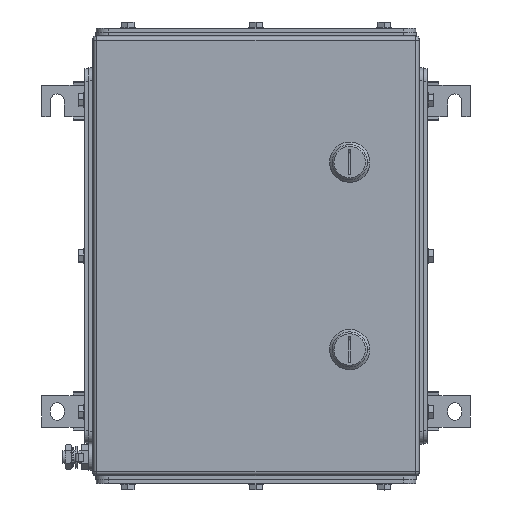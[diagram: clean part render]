
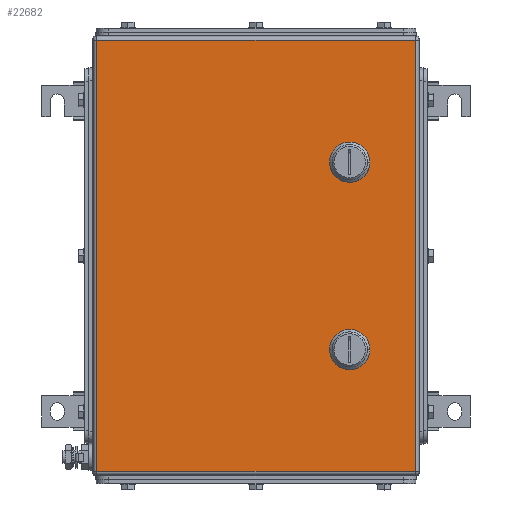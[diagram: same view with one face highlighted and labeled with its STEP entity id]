
A CAD part, top view. The second image highlights one B-rep face of the part: STEP entity #22682.
In plain terms, the highlighted planar face has unit normal (0, 0, 1).
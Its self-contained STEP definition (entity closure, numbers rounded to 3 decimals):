
#22496=AXIS2_PLACEMENT_3D('Circle Axis2P3D',#22494,#22495,$) ;
#22523=AXIS2_PLACEMENT_3D('Plane Axis2P3D',#22520,#22521,#22522) ;
#22568=AXIS2_PLACEMENT_3D('Circle Axis2P3D',#22566,#22567,$) ;
#22582=AXIS2_PLACEMENT_3D('Circle Axis2P3D',#22580,#22581,$) ;
#22596=AXIS2_PLACEMENT_3D('Circle Axis2P3D',#22594,#22595,$) ;
#22618=AXIS2_PLACEMENT_3D('Circle Axis2P3D',#22616,#22617,$) ;
#22634=AXIS2_PLACEMENT_3D('Circle Axis2P3D',#22632,#22633,$) ;
#22648=AXIS2_PLACEMENT_3D('Circle Axis2P3D',#22646,#22647,$) ;
#22662=AXIS2_PLACEMENT_3D('Circle Axis2P3D',#22660,#22661,$) ;
#22491=CARTESIAN_POINT('Vertex',(250.056,250.45,153.5)) ;
#22494=CARTESIAN_POINT('Axis2P3D Location',(245.,260.5,153.5)) ;
#22498=CARTESIAN_POINT('Vertex',(255.05,255.444,153.5)) ;
#22520=CARTESIAN_POINT('Axis2P3D Location',(170.5,186.,153.5)) ;
#22525=CARTESIAN_POINT('Line Origine',(170.5,357.5,153.5)) ;
#22529=CARTESIAN_POINT('Vertex',(297.,357.5,153.5)) ;
#22531=CARTESIAN_POINT('Vertex',(44.,357.5,153.5)) ;
#22534=CARTESIAN_POINT('Line Origine',(44.,186.,153.5)) ;
#22538=CARTESIAN_POINT('Vertex',(44.,14.5,153.5)) ;
#22541=CARTESIAN_POINT('Line Origine',(170.5,14.5,153.5)) ;
#22545=CARTESIAN_POINT('Vertex',(297.,14.5,153.5)) ;
#22548=CARTESIAN_POINT('Line Origine',(297.,186.,153.5)) ;
#22559=CARTESIAN_POINT('Line Origine',(245.,250.45,153.5)) ;
#22563=CARTESIAN_POINT('Vertex',(239.944,250.45,153.5)) ;
#22566=CARTESIAN_POINT('Axis2P3D Location',(245.,260.5,153.5)) ;
#22570=CARTESIAN_POINT('Vertex',(234.95,255.444,153.5)) ;
#22573=CARTESIAN_POINT('Line Origine',(234.95,260.5,153.5)) ;
#22577=CARTESIAN_POINT('Vertex',(234.95,265.556,153.5)) ;
#22580=CARTESIAN_POINT('Axis2P3D Location',(245.,260.5,153.5)) ;
#22584=CARTESIAN_POINT('Vertex',(239.944,270.55,153.5)) ;
#22587=CARTESIAN_POINT('Line Origine',(245.,270.55,153.5)) ;
#22591=CARTESIAN_POINT('Vertex',(250.056,270.55,153.5)) ;
#22594=CARTESIAN_POINT('Axis2P3D Location',(245.,260.5,153.5)) ;
#22598=CARTESIAN_POINT('Vertex',(255.05,265.556,153.5)) ;
#22601=CARTESIAN_POINT('Line Origine',(255.05,260.5,153.5)) ;
#22616=CARTESIAN_POINT('Axis2P3D Location',(245.,111.5,153.5)) ;
#22620=CARTESIAN_POINT('Vertex',(250.056,101.45,153.5)) ;
#22622=CARTESIAN_POINT('Vertex',(255.05,106.444,153.5)) ;
#22625=CARTESIAN_POINT('Line Origine',(245.,101.45,153.5)) ;
#22629=CARTESIAN_POINT('Vertex',(239.944,101.45,153.5)) ;
#22632=CARTESIAN_POINT('Axis2P3D Location',(245.,111.5,153.5)) ;
#22636=CARTESIAN_POINT('Vertex',(234.95,106.444,153.5)) ;
#22639=CARTESIAN_POINT('Line Origine',(234.95,111.5,153.5)) ;
#22643=CARTESIAN_POINT('Vertex',(234.95,116.556,153.5)) ;
#22646=CARTESIAN_POINT('Axis2P3D Location',(245.,111.5,153.5)) ;
#22650=CARTESIAN_POINT('Vertex',(239.944,121.55,153.5)) ;
#22653=CARTESIAN_POINT('Line Origine',(245.,121.55,153.5)) ;
#22657=CARTESIAN_POINT('Vertex',(250.056,121.55,153.5)) ;
#22660=CARTESIAN_POINT('Axis2P3D Location',(245.,111.5,153.5)) ;
#22664=CARTESIAN_POINT('Vertex',(255.05,116.556,153.5)) ;
#22667=CARTESIAN_POINT('Line Origine',(255.05,111.5,153.5)) ;
#22495=DIRECTION('Axis2P3D Direction',(0.,0.,1.)) ;
#22521=DIRECTION('Axis2P3D Direction',(0.,0.,1.)) ;
#22522=DIRECTION('Axis2P3D XDirection',(1.,0.,0.)) ;
#22526=DIRECTION('Vector Direction',(1.,0.,0.)) ;
#22535=DIRECTION('Vector Direction',(0.,-1.,0.)) ;
#22542=DIRECTION('Vector Direction',(1.,0.,0.)) ;
#22549=DIRECTION('Vector Direction',(0.,1.,0.)) ;
#22560=DIRECTION('Vector Direction',(1.,0.,0.)) ;
#22567=DIRECTION('Axis2P3D Direction',(0.,0.,1.)) ;
#22574=DIRECTION('Vector Direction',(0.,1.,0.)) ;
#22581=DIRECTION('Axis2P3D Direction',(0.,0.,1.)) ;
#22588=DIRECTION('Vector Direction',(1.,0.,0.)) ;
#22595=DIRECTION('Axis2P3D Direction',(0.,0.,1.)) ;
#22602=DIRECTION('Vector Direction',(0.,-1.,0.)) ;
#22617=DIRECTION('Axis2P3D Direction',(0.,0.,1.)) ;
#22626=DIRECTION('Vector Direction',(1.,0.,0.)) ;
#22633=DIRECTION('Axis2P3D Direction',(0.,0.,1.)) ;
#22640=DIRECTION('Vector Direction',(0.,1.,0.)) ;
#22647=DIRECTION('Axis2P3D Direction',(0.,0.,1.)) ;
#22654=DIRECTION('Vector Direction',(1.,0.,0.)) ;
#22661=DIRECTION('Axis2P3D Direction',(0.,0.,1.)) ;
#22668=DIRECTION('Vector Direction',(0.,-1.,0.)) ;
#22527=VECTOR('Line Direction',#22526,1.) ;
#22536=VECTOR('Line Direction',#22535,1.) ;
#22543=VECTOR('Line Direction',#22542,1.) ;
#22550=VECTOR('Line Direction',#22549,1.) ;
#22561=VECTOR('Line Direction',#22560,1.) ;
#22575=VECTOR('Line Direction',#22574,1.) ;
#22589=VECTOR('Line Direction',#22588,1.) ;
#22603=VECTOR('Line Direction',#22602,1.) ;
#22627=VECTOR('Line Direction',#22626,1.) ;
#22641=VECTOR('Line Direction',#22640,1.) ;
#22655=VECTOR('Line Direction',#22654,1.) ;
#22669=VECTOR('Line Direction',#22668,1.) ;
#22554=ORIENTED_EDGE('',*,*,#22533,.T.) ;
#22555=ORIENTED_EDGE('',*,*,#22540,.T.) ;
#22556=ORIENTED_EDGE('',*,*,#22547,.T.) ;
#22557=ORIENTED_EDGE('',*,*,#22552,.T.) ;
#22607=ORIENTED_EDGE('',*,*,#22565,.F.) ;
#22608=ORIENTED_EDGE('',*,*,#22572,.F.) ;
#22609=ORIENTED_EDGE('',*,*,#22579,.T.) ;
#22610=ORIENTED_EDGE('',*,*,#22586,.F.) ;
#22611=ORIENTED_EDGE('',*,*,#22593,.T.) ;
#22612=ORIENTED_EDGE('',*,*,#22600,.F.) ;
#22613=ORIENTED_EDGE('',*,*,#22605,.T.) ;
#22614=ORIENTED_EDGE('',*,*,#22500,.F.) ;
#22673=ORIENTED_EDGE('',*,*,#22624,.F.) ;
#22674=ORIENTED_EDGE('',*,*,#22631,.F.) ;
#22675=ORIENTED_EDGE('',*,*,#22638,.F.) ;
#22676=ORIENTED_EDGE('',*,*,#22645,.T.) ;
#22677=ORIENTED_EDGE('',*,*,#22652,.F.) ;
#22678=ORIENTED_EDGE('',*,*,#22659,.T.) ;
#22679=ORIENTED_EDGE('',*,*,#22666,.F.) ;
#22680=ORIENTED_EDGE('',*,*,#22671,.T.) ;
#22615=FACE_BOUND('',#22606,.T.) ;
#22681=FACE_BOUND('',#22672,.T.) ;
#22682=ADVANCED_FACE('ZUB_KTB_QL_352615_4GP_AllCATPart.1\\ZUB_DE_KTB_QL.1\\DE_KTB_MH_PART_MASTER.1\\Koerper.2',(#22558,#22615,#22681),#22524,.T.) ;
#22497=CIRCLE('generated circle',#22496,11.25) ;
#22569=CIRCLE('generated circle',#22568,11.25) ;
#22583=CIRCLE('generated circle',#22582,11.25) ;
#22597=CIRCLE('generated circle',#22596,11.25) ;
#22619=CIRCLE('generated circle',#22618,11.25) ;
#22635=CIRCLE('generated circle',#22634,11.25) ;
#22649=CIRCLE('generated circle',#22648,11.25) ;
#22663=CIRCLE('generated circle',#22662,11.25) ;
#22500=EDGE_CURVE('',#22492,#22499,#22497,.T.) ;
#22533=EDGE_CURVE('',#22530,#22532,#22528,.F.) ;
#22540=EDGE_CURVE('',#22532,#22539,#22537,.T.) ;
#22547=EDGE_CURVE('',#22539,#22546,#22544,.T.) ;
#22552=EDGE_CURVE('',#22546,#22530,#22551,.T.) ;
#22565=EDGE_CURVE('',#22564,#22492,#22562,.T.) ;
#22572=EDGE_CURVE('',#22571,#22564,#22569,.T.) ;
#22579=EDGE_CURVE('',#22571,#22578,#22576,.T.) ;
#22586=EDGE_CURVE('',#22585,#22578,#22583,.T.) ;
#22593=EDGE_CURVE('',#22585,#22592,#22590,.T.) ;
#22600=EDGE_CURVE('',#22599,#22592,#22597,.T.) ;
#22605=EDGE_CURVE('',#22599,#22499,#22604,.T.) ;
#22624=EDGE_CURVE('',#22621,#22623,#22619,.T.) ;
#22631=EDGE_CURVE('',#22630,#22621,#22628,.T.) ;
#22638=EDGE_CURVE('',#22637,#22630,#22635,.T.) ;
#22645=EDGE_CURVE('',#22637,#22644,#22642,.T.) ;
#22652=EDGE_CURVE('',#22651,#22644,#22649,.T.) ;
#22659=EDGE_CURVE('',#22651,#22658,#22656,.T.) ;
#22666=EDGE_CURVE('',#22665,#22658,#22663,.T.) ;
#22671=EDGE_CURVE('',#22665,#22623,#22670,.T.) ;
#22553=EDGE_LOOP('',(#22554,#22555,#22556,#22557)) ;
#22606=EDGE_LOOP('',(#22607,#22608,#22609,#22610,#22611,#22612,#22613,#22614)) ;
#22672=EDGE_LOOP('',(#22673,#22674,#22675,#22676,#22677,#22678,#22679,#22680)) ;
#22558=FACE_OUTER_BOUND('',#22553,.T.) ;
#22528=LINE('Line',#22525,#22527) ;
#22537=LINE('Line',#22534,#22536) ;
#22544=LINE('Line',#22541,#22543) ;
#22551=LINE('Line',#22548,#22550) ;
#22562=LINE('Line',#22559,#22561) ;
#22576=LINE('Line',#22573,#22575) ;
#22590=LINE('Line',#22587,#22589) ;
#22604=LINE('Line',#22601,#22603) ;
#22628=LINE('Line',#22625,#22627) ;
#22642=LINE('Line',#22639,#22641) ;
#22656=LINE('Line',#22653,#22655) ;
#22670=LINE('Line',#22667,#22669) ;
#22524=PLANE('',#22523) ;
#22492=VERTEX_POINT('',#22491) ;
#22499=VERTEX_POINT('',#22498) ;
#22530=VERTEX_POINT('',#22529) ;
#22532=VERTEX_POINT('',#22531) ;
#22539=VERTEX_POINT('',#22538) ;
#22546=VERTEX_POINT('',#22545) ;
#22564=VERTEX_POINT('',#22563) ;
#22571=VERTEX_POINT('',#22570) ;
#22578=VERTEX_POINT('',#22577) ;
#22585=VERTEX_POINT('',#22584) ;
#22592=VERTEX_POINT('',#22591) ;
#22599=VERTEX_POINT('',#22598) ;
#22621=VERTEX_POINT('',#22620) ;
#22623=VERTEX_POINT('',#22622) ;
#22630=VERTEX_POINT('',#22629) ;
#22637=VERTEX_POINT('',#22636) ;
#22644=VERTEX_POINT('',#22643) ;
#22651=VERTEX_POINT('',#22650) ;
#22658=VERTEX_POINT('',#22657) ;
#22665=VERTEX_POINT('',#22664) ;
